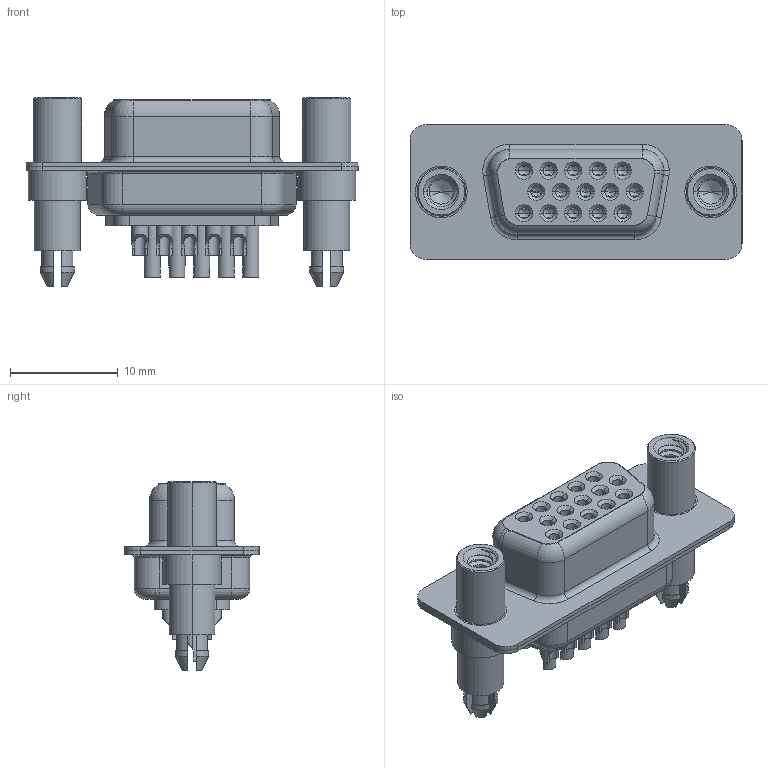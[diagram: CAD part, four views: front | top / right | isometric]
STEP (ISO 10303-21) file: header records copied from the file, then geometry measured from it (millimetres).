
FILE_DESCRIPTION (( 'STEP AP203' ), '1' );
FILE_NAME ('638-M15-332-BN6.STEP', '2022-07-05T18:36:56', ( '' ), ( '' ), 'SwSTEP 2.0', 'SolidWorks 2020', '' );
FILE_SCHEMA (( 'CONFIG_CONTROL_DESIGN' ));
Length unit declared in the file: millimetre
Products named in the file (8): 638M 4-40 Threaded Standoff and Boardlock; 638-M15-332-BN6; 638M Shell Front_15 Contacts; 638M Contact Row 1_32; 638M Shell Rear_15 Contacts; 638M Contact Row 2_32; 638M Housing_15 Contacts; 638M Contact Row 3_32
Assembly tree (20 placements, depth 2):
  638-M15-332-BN6
    638M Housing_15 Contacts
    638M Shell Front_15 Contacts
    638M Shell Rear_15 Contacts
    638M Contact Row 1_32  x5
    638M Contact Row 2_32  x5
    638M Contact Row 3_32  x5
    638M 4-40 Threaded Standoff and Boardlock  x2
Bounding box: 30.8 x 12.5 x 17.5 mm (x, y, z)
Volume: 1995.9 mm3; surface area: 5916.9 mm2
Topology: 20 solids, 20 shells, 1188 faces, 2937 edges, 1825 vertices
Faces by surface type: cylinder 488, plane 360, torus 177, cone 157, bspline 6
Entity records: 20168 total; most frequent: CARTESIAN_POINT 4505, DIRECTION 3259, ORIENTED_EDGE 2880, EDGE_CURVE 1440, AXIS2_PLACEMENT_3D 1342, VERTEX_POINT 912, EDGE_LOOP 718, CIRCLE 713
